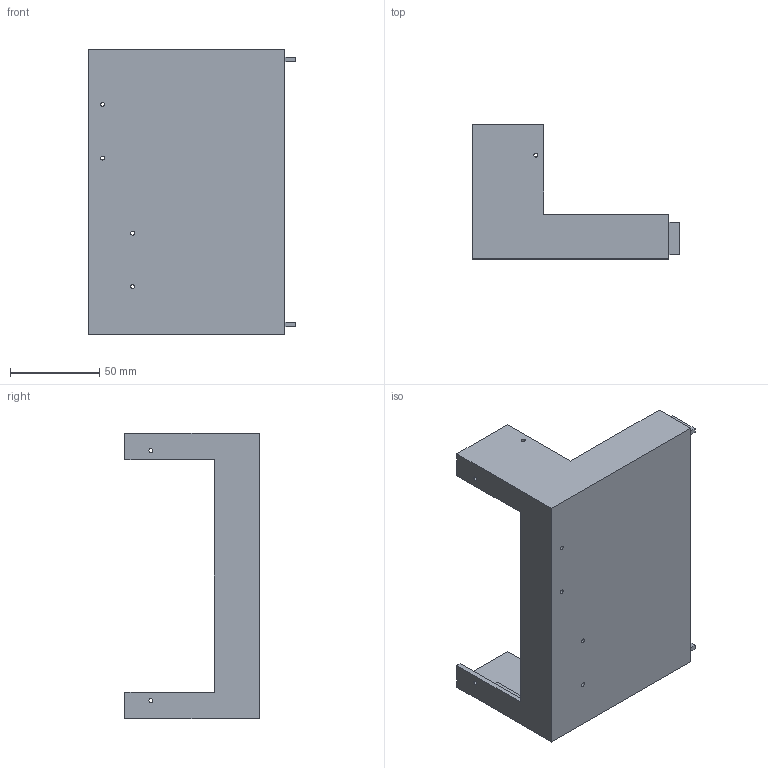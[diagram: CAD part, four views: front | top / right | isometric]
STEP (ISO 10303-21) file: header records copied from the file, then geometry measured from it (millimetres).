
FILE_DESCRIPTION (( 'STEP AP203' ), '1' );
FILE_NAME ('30-JR-0017-02.STEP', '2022-05-02T09:07:23', ( '' ), ( '' ), 'SwSTEP 2.0', 'SolidWorks 2020', '' );
FILE_SCHEMA (( 'CONFIG_CONTROL_DESIGN' ));
Length unit declared in the file: millimetre
Products named in the file (1): 30-JR-0017-02
Bounding box: 116 x 75 x 160 mm (x, y, z)
Volume: 106400.5 mm3; surface area: 71851.6 mm2
Topology: 1 solids, 1 shells, 74 faces, 214 edges, 142 vertices
Faces by surface type: plane 58, cylinder 16
Entity records: 2523 total; most frequent: CARTESIAN_POINT 431, ORIENTED_EDGE 428, DIRECTION 396, EDGE_CURVE 214, LINE 182, VECTOR 182, VERTEX_POINT 142, AXIS2_PLACEMENT_3D 107
